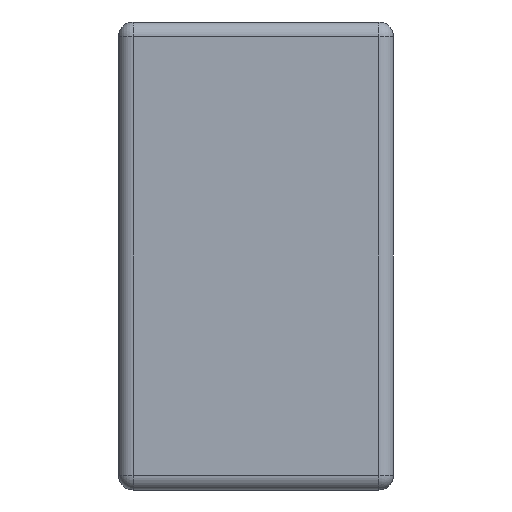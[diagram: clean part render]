
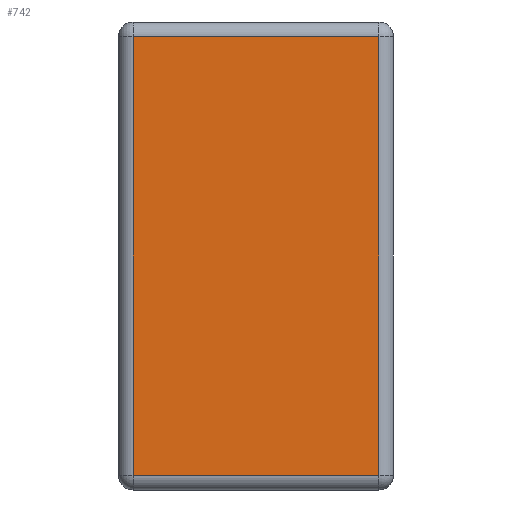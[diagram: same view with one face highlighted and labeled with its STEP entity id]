
A CAD part, left-side view. The second image highlights one B-rep face of the part: STEP entity #742.
In plain terms, the highlighted planar face has unit normal (-1, 0, 0).
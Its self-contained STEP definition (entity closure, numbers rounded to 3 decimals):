
#13 = DIRECTION ( 'NONE',  ( 0., 0., 1. ) ) ;
#14 = VECTOR ( 'NONE', #13, 1000. ) ;
#15 = CARTESIAN_POINT ( 'NONE',  ( -1.6, 0.05, 0.8 ) ) ;
#17 = LINE ( 'NONE', #15, #14 ) ;
#74 = FACE_OUTER_BOUND ( 'NONE', #743, .T. ) ;
#98 = CARTESIAN_POINT ( 'NONE',  ( -1.6, 0.05, -0.75 ) ) ;
#99 = DIRECTION ( 'NONE',  ( 0., -1., 0. ) ) ;
#100 = VECTOR ( 'NONE', #99, 1000. ) ;
#101 = CARTESIAN_POINT ( 'NONE',  ( -1.6, 0.94, -0.75 ) ) ;
#102 = LINE ( 'NONE', #101, #100 ) ;
#103 = CARTESIAN_POINT ( 'NONE',  ( -1.6, 0.89, -0.75 ) ) ;
#104 = DIRECTION ( 'NONE',  ( 0., 0., -1. ) ) ;
#105 = VECTOR ( 'NONE', #104, 1000. ) ;
#106 = CARTESIAN_POINT ( 'NONE',  ( -1.6, 0.89, 0.8 ) ) ;
#107 = LINE ( 'NONE', #106, #105 ) ;
#108 = CARTESIAN_POINT ( 'NONE',  ( -1.6, 0.89, 0.75 ) ) ;
#109 = CARTESIAN_POINT ( 'NONE',  ( -1.6, 0.05, 0.75 ) ) ;
#110 = DIRECTION ( 'NONE',  ( 0., 1., 0. ) ) ;
#111 = VECTOR ( 'NONE', #110, 1000. ) ;
#112 = CARTESIAN_POINT ( 'NONE',  ( -1.6, 0.94, 0.75 ) ) ;
#113 = LINE ( 'NONE', #112, #111 ) ;
#114 = DIRECTION ( 'NONE',  ( 0., 0., -1. ) ) ;
#115 = DIRECTION ( 'NONE',  ( 1., 0., 0. ) ) ;
#116 = CARTESIAN_POINT ( 'NONE',  ( -1.6, 0.94, 0.8 ) ) ;
#117 = AXIS2_PLACEMENT_3D ( 'NONE', #116, #115, #114 ) ;
#118 = PLANE ( 'NONE',  #117 ) ;
#728 = EDGE_CURVE ( 'NONE', #753, #746, #17, .T. ) ;
#742 = ADVANCED_FACE ( 'NONE', ( #74 ), #118, .F. ) ;
#743 = EDGE_LOOP ( 'NONE', ( #744, #748, #751, #754 ) ) ;
#744 = ORIENTED_EDGE ( 'NONE', *, *, #745, .T. ) ;
#745 = EDGE_CURVE ( 'NONE', #746, #747, #113, .T. ) ;
#746 = VERTEX_POINT ( 'NONE', #109 ) ;
#747 = VERTEX_POINT ( 'NONE', #108 ) ;
#748 = ORIENTED_EDGE ( 'NONE', *, *, #749, .T. ) ;
#749 = EDGE_CURVE ( 'NONE', #747, #750, #107, .T. ) ;
#750 = VERTEX_POINT ( 'NONE', #103 ) ;
#751 = ORIENTED_EDGE ( 'NONE', *, *, #752, .T. ) ;
#752 = EDGE_CURVE ( 'NONE', #750, #753, #102, .T. ) ;
#753 = VERTEX_POINT ( 'NONE', #98 ) ;
#754 = ORIENTED_EDGE ( 'NONE', *, *, #728, .T. ) ;
